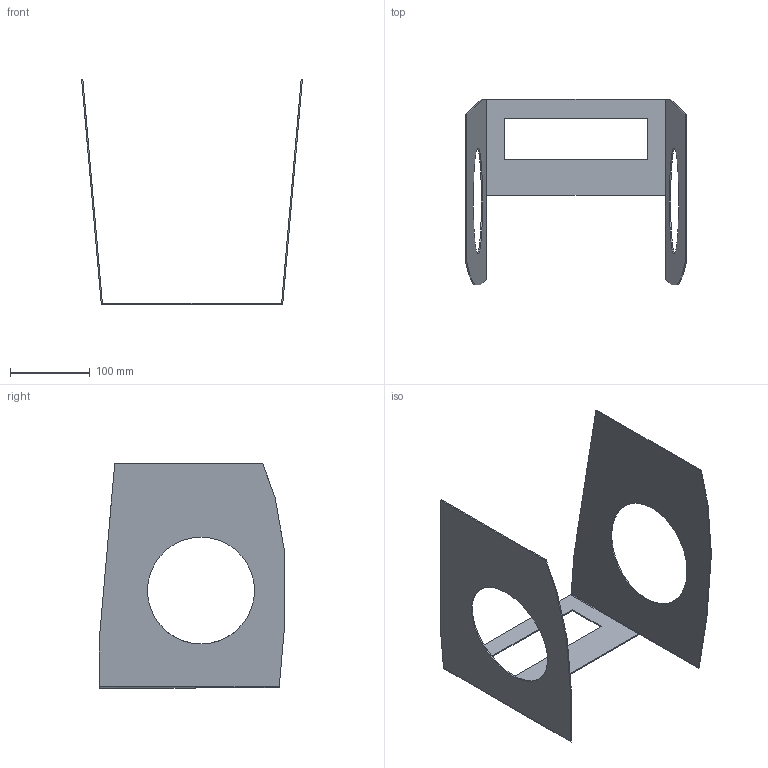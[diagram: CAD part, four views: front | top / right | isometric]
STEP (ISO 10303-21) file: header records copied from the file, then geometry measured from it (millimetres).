
FILE_DESCRIPTION (( 'STEP AP203' ), '1' );
FILE_NAME ('tole_console_pliee_15.STEP', '2022-07-22T18:17:46', ( '' ), ( '' ), 'SwSTEP 2.0', 'SolidWorks 2018', '' );
FILE_SCHEMA (( 'CONFIG_CONTROL_DESIGN' ));
Length unit declared in the file: millimetre
Products named in the file (1): tole_console_pliee_15
Bounding box: 276.03 x 231.97 x 280.92 mm (x, y, z)
Volume: 168904.6 mm3; surface area: 230407.6 mm2
Topology: 1 solids, 1 shells, 42 faces, 104 edges, 64 vertices
Faces by surface type: plane 32, cylinder 8, bspline 2
Entity records: 1333 total; most frequent: CARTESIAN_POINT 261, ORIENTED_EDGE 208, DIRECTION 194, EDGE_CURVE 104, VECTOR 80, LINE 80, VERTEX_POINT 64, AXIS2_PLACEMENT_3D 57
